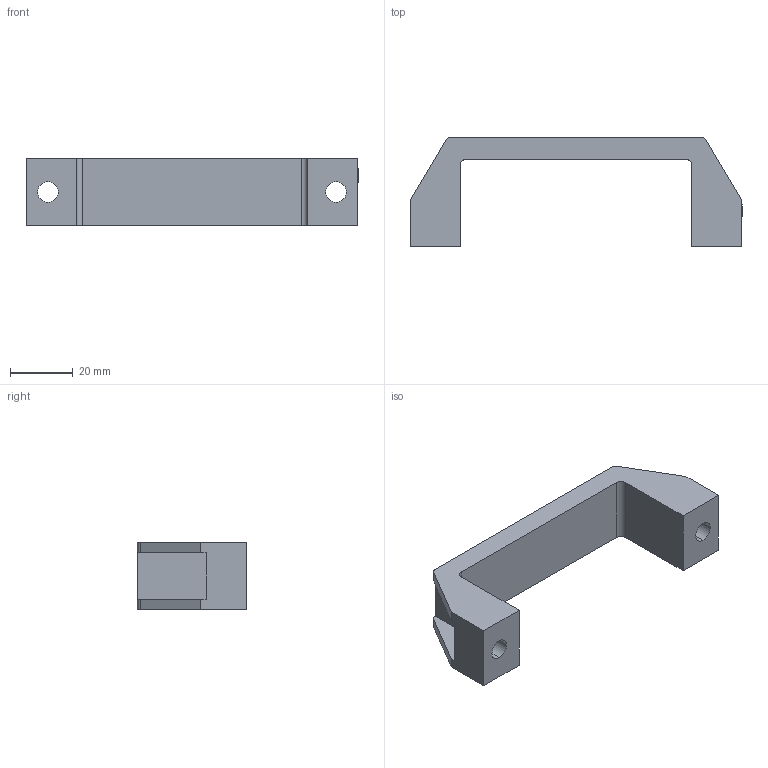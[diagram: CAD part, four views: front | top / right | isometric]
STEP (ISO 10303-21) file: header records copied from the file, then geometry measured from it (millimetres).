
FILE_DESCRIPTION (( 'STEP AP203' ), '1' );
FILE_NAME ('B65-01.STEP', '2018-04-03T11:37:48', ( 'User2' ), ( '' ), 'SwSTEP 2.0', 'SolidWorks 2007', '' );
FILE_SCHEMA (( 'CONFIG_CONTROL_DESIGN' ));
Length unit declared in the file: millimetre
Products named in the file (1): B65-01
Bounding box: 106 x 35 x 21.5 mm (x, y, z)
Volume: 23419.2 mm3; surface area: 11140.1 mm2
Topology: 1 solids, 1 shells, 36 faces, 96 edges, 64 vertices
Faces by surface type: plane 24, cylinder 12
Entity records: 1213 total; most frequent: DIRECTION 198, CARTESIAN_POINT 197, ORIENTED_EDGE 192, EDGE_CURVE 96, VECTOR 68, LINE 68, AXIS2_PLACEMENT_3D 65, VERTEX_POINT 64
